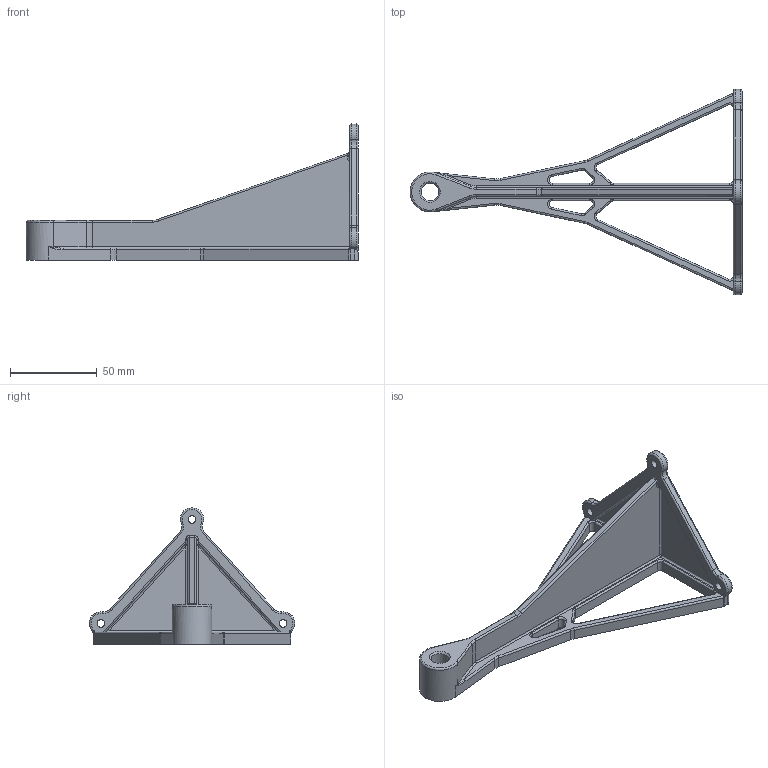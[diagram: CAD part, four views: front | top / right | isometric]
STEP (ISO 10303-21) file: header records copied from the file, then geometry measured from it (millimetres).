
FILE_DESCRIPTION(/* description */ ('STEP AP242','CAx-IF Rec.Pracs.---Representation and Presentation of Product Manufacturing Information (PMI)---4.0---2014-10-13','CAx-IF Rec.Pracs.---3D Tessellated Geometry---0.4---2014-09-14','2;1'),/* implementation_level */ '2;1');
FILE_NAME(/* name */ '65c0e2898a65ac4612bae1ca',/* time_stamp */ '2024-02-05T13:28:42Z',/* author */ (''),/* organization */ (''),/* preprocessor_version */ 'ST-DEVELOPER v19.4',/* originating_system */ ' ',/* authorisation */ ' ');
FILE_SCHEMA (('AP242_MANAGED_MODEL_BASED_3D_ENGINEERING_MIM_LF { 1 0 10303 442 1 1 4 }'));
Length unit declared in the file: metre
Products named in the file (1): Stand2
Bounding box: 191.5 x 118.45 x 78.7 mm (x, y, z)
Volume: 73216 mm3; surface area: 36251.4 mm2
Topology: 1 solids, 1 shells, 201 faces, 492 edges, 285 vertices
Faces by surface type: cylinder 87, plane 51, torus 45, bspline 12, sphere 4, cone 2
Full cylindrical faces by diameter (mm): 4.5 x3, 10 x1, 16 x1
Entity records: 6021 total; most frequent: CARTESIAN_POINT 1242, DIRECTION 1081, ORIENTED_EDGE 952, EDGE_CURVE 476, AXIS2_PLACEMENT_3D 435, VERTEX_POINT 284, CIRCLE 227, EDGE_LOOP 224
